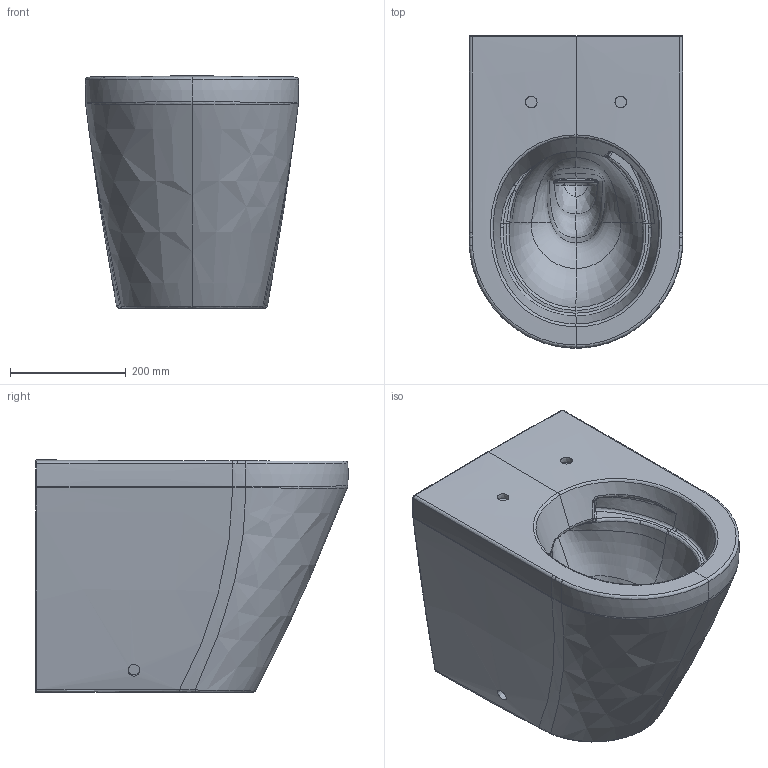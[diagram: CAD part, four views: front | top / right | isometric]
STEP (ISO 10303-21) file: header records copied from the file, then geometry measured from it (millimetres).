
FILE_DESCRIPTION(/* description */ (''),/* implementation_level */ '2;1');
FILE_NAME(/* name */ 'C5C44C0_Architectura_STWC_Kommunikationsmodell.stp',/* time_stamp */ '2025-05-15T12:38:31+02:00',/* author */ (''),/* organization */ (''),/* preprocessor_version */ 'ST-DEVELOPER v18.1',/* originating_system */ 'SIEMENS PLM Software NX 1973',/* authorisation */ '');
FILE_SCHEMA (('AUTOMOTIVE_DESIGN { 1 0 10303 214 3 1 1 1 }'));
Length unit declared in the file: millimetre
Products named in the file (1): Varg3AB05B84agmj
Bounding box: 370.19 x 541.2 x 402 mm (x, y, z)
Volume: 46976424.9 mm3; surface area: 1018090.2 mm2
Topology: 1 solids, 1 shells, 150 faces, 352 edges, 202 vertices
Faces by surface type: bspline 140, extrusion 4, plane 3, sphere 3
Entity records: 27061 total; most frequent: CARTESIAN_POINT 24713, ORIENTED_EDGE 680, EDGE_CURVE 340, B_SPLINE_CURVE_WITH_KNOTS 278, VERTEX_POINT 200, EDGE_LOOP 158, ADVANCED_FACE 150, DIRECTION 147
